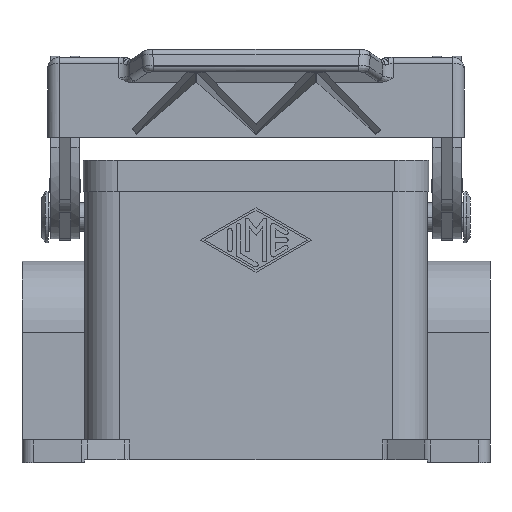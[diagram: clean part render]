
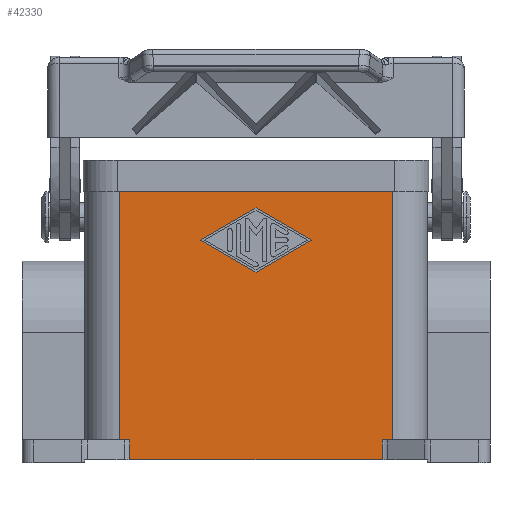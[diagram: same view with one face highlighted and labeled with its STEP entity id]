
A CAD part, front view. The second image highlights one B-rep face of the part: STEP entity #42330.
In plain terms, the highlighted planar face has unit normal (0, -1, 0).
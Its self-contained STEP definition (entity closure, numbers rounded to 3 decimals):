
#21220=CARTESIAN_POINT('',(-22.103,-21.75,-23.5));
#21230=DIRECTION('',(0.,0.,1.));
#21240=VECTOR('',#21230,1.);
#21250=LINE('',#21220,#21240);
#21260=CARTESIAN_POINT('',(-22.103,-21.75,-23.5));
#21270=VERTEX_POINT('',#21260);
#21280=CARTESIAN_POINT('',(-22.103,-21.75,-20.));
#21290=VERTEX_POINT('',#21280);
#21300=EDGE_CURVE('',#21270,#21290,#21250,.T.);
#21710=CARTESIAN_POINT('',(22.103,-21.75,-20.));
#21720=DIRECTION('',(0.,0.,-1.));
#21730=VECTOR('',#21720,1.);
#21740=LINE('',#21710,#21730);
#21750=CARTESIAN_POINT('',(22.103,-21.75,-20.));
#21760=VERTEX_POINT('',#21750);
#21770=CARTESIAN_POINT('',(22.103,-21.75,-23.5));
#21780=VERTEX_POINT('',#21770);
#21790=EDGE_CURVE('',#21760,#21780,#21740,.T.);
#33710=CARTESIAN_POINT('',(0.,-21.75,-23.5));
#33720=DIRECTION('',(-1.,-0.,0.));
#33730=VECTOR('',#33720,1.);
#33740=LINE('',#33710,#33730);
#33750=EDGE_CURVE('',#21780,#21270,#33740,.T.);
#37320=CARTESIAN_POINT('',(-24.,-21.75,-20.));
#37330=VERTEX_POINT('',#37320);
#37360=CARTESIAN_POINT('',(0.,-21.75,-20.));
#37370=DIRECTION('',(1.,0.,0.));
#37380=VECTOR('',#37370,1.);
#37390=LINE('',#37360,#37380);
#37400=EDGE_CURVE('',#37330,#21290,#37390,.T.);
#41580=CARTESIAN_POINT('',(-28.8,-21.75,28.2));
#41590=DIRECTION('',(0.,-1.,0.));
#41600=DIRECTION('',(-1.,-0.,0.));
#41610=AXIS2_PLACEMENT_3D('',#41580,#41590,#41600);
#41620=PLANE('',#41610);
#41630=ORIENTED_EDGE('',*,*,#33750,.F.);
#41640=ORIENTED_EDGE('',*,*,#21300,.F.);
#41650=ORIENTED_EDGE('',*,*,#37400,.T.);
#41660=CARTESIAN_POINT('',(-24.,-21.75,-20.));
#41670=DIRECTION('',(0.,0.,1.));
#41680=VECTOR('',#41670,1.);
#41690=LINE('',#41660,#41680);
#41700=CARTESIAN_POINT('',(-24.,-21.75,23.5));
#41710=VERTEX_POINT('',#41700);
#41720=EDGE_CURVE('',#37330,#41710,#41690,.T.);
#41730=ORIENTED_EDGE('',*,*,#41720,.F.);
#41740=CARTESIAN_POINT('',(0.,-21.75,23.5));
#41750=DIRECTION('',(-1.,-0.,-0.));
#41760=VECTOR('',#41750,1.);
#41770=LINE('',#41740,#41760);
#41780=CARTESIAN_POINT('',(24.,-21.75,23.5));
#41790=VERTEX_POINT('',#41780);
#41800=EDGE_CURVE('',#41790,#41710,#41770,.T.);
#41810=ORIENTED_EDGE('',*,*,#41800,.T.);
#41820=CARTESIAN_POINT('',(24.,-21.75,-20.));
#41830=DIRECTION('',(0.,0.,1.));
#41840=VECTOR('',#41830,1.);
#41850=LINE('',#41820,#41840);
#41860=CARTESIAN_POINT('',(24.,-21.75,-20.));
#41870=VERTEX_POINT('',#41860);
#41880=EDGE_CURVE('',#41870,#41790,#41850,.T.);
#41890=ORIENTED_EDGE('',*,*,#41880,.T.);
#41900=CARTESIAN_POINT('',(0.,-21.75,-20.));
#41910=DIRECTION('',(1.,-0.,-0.));
#41920=VECTOR('',#41910,1.);
#41930=LINE('',#41900,#41920);
#41940=EDGE_CURVE('',#21760,#41870,#41930,.T.);
#41950=ORIENTED_EDGE('',*,*,#41940,.T.);
#41960=ORIENTED_EDGE('',*,*,#21790,.F.);
#41970=EDGE_LOOP('',(#41960,#41950,#41890,#41810,#41730,#41650,#41640,
#41630));
#41980=FACE_OUTER_BOUND('',#41970,.T.);
#41990=CARTESIAN_POINT('',(0.,-21.75,9.375));
#42000=DIRECTION('',(-0.866,0.,-0.5));
#42010=VECTOR('',#42000,1.);
#42020=LINE('',#41990,#42010);
#42030=CARTESIAN_POINT('',(9.75,-21.75,15.));
#42040=VERTEX_POINT('',#42030);
#42050=CARTESIAN_POINT('',(0.,-21.75,9.375));
#42060=VERTEX_POINT('',#42050);
#42070=EDGE_CURVE('',#42040,#42060,#42020,.T.);
#42080=ORIENTED_EDGE('',*,*,#42070,.T.);
#42090=CARTESIAN_POINT('',(0.,-21.75,20.625));
#42100=DIRECTION('',(0.866,0.,-0.5));
#42110=VECTOR('',#42100,1.);
#42120=LINE('',#42090,#42110);
#42130=CARTESIAN_POINT('',(0.,-21.75,20.625));
#42140=VERTEX_POINT('',#42130);
#42150=EDGE_CURVE('',#42140,#42040,#42120,.T.);
#42160=ORIENTED_EDGE('',*,*,#42150,.T.);
#42170=CARTESIAN_POINT('',(0.,-21.75,20.625));
#42180=DIRECTION('',(0.866,0.,0.5));
#42190=VECTOR('',#42180,1.);
#42200=LINE('',#42170,#42190);
#42210=CARTESIAN_POINT('',(-9.75,-21.75,15.));
#42220=VERTEX_POINT('',#42210);
#42230=EDGE_CURVE('',#42220,#42140,#42200,.T.);
#42240=ORIENTED_EDGE('',*,*,#42230,.T.);
#42250=CARTESIAN_POINT('',(0.,-21.75,9.375));
#42260=DIRECTION('',(-0.866,0.,0.5));
#42270=VECTOR('',#42260,1.);
#42280=LINE('',#42250,#42270);
#42290=EDGE_CURVE('',#42060,#42220,#42280,.T.);
#42300=ORIENTED_EDGE('',*,*,#42290,.T.);
#42310=EDGE_LOOP('',(#42300,#42240,#42160,#42080));
#42320=FACE_BOUND('',#42310,.T.);
#42330=ADVANCED_FACE('',(#41980,#42320),#41620,.T.);
